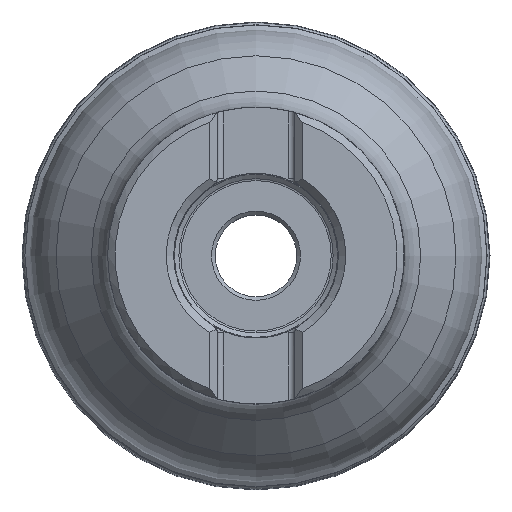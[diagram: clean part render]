
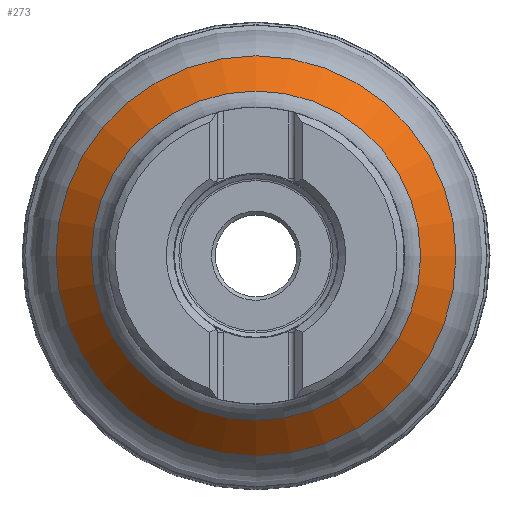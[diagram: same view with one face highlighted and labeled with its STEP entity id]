
A CAD part, top view. The second image highlights one B-rep face of the part: STEP entity #273.
In plain terms, the highlighted conical face has half-angle 43.409 degrees and reference radius 30.5 mm.
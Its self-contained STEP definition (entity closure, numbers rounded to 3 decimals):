
#218=CONICAL_SURFACE('',#1511,30.5,43.409);
#273=ADVANCED_FACE('',(#543,#544),#218,.T.);
#543=FACE_BOUND('',#681,.T.);
#544=FACE_BOUND('',#682,.T.);
#681=EDGE_LOOP('',(#872));
#682=EDGE_LOOP('',(#873));
#872=ORIENTED_EDGE('',*,*,#1267,.T.);
#873=ORIENTED_EDGE('',*,*,#1268,.T.);
#1141=VERTEX_POINT('',#2488);
#1142=VERTEX_POINT('',#2490);
#1267=EDGE_CURVE('',#1141,#1141,#1407,.T.);
#1268=EDGE_CURVE('',#1142,#1142,#1408,.T.);
#1407=CIRCLE('',#1509,22.188);
#1408=CIRCLE('',#1510,26.944);
#1509=AXIS2_PLACEMENT_3D('',#2487,#1787,#1788);
#1510=AXIS2_PLACEMENT_3D('',#2489,#1789,#1790);
#1511=AXIS2_PLACEMENT_3D('',#2491,#1791,#1792);
#1787=DIRECTION('',(0.,0.,-1.));
#1788=DIRECTION('',(-1.,0.,0.));
#1789=DIRECTION('',(0.,0.,1.));
#1790=DIRECTION('',(1.,0.,0.));
#1791=DIRECTION('',(0.,0.,-1.));
#1792=DIRECTION('',(-1.,0.,0.));
#2487=CARTESIAN_POINT('',(0.,0.,-14.313));
#2488=CARTESIAN_POINT('',(-22.188,0.,-14.313));
#2489=CARTESIAN_POINT('',(0.,0.,-19.341));
#2490=CARTESIAN_POINT('',(26.944,0.,-19.341));
#2491=CARTESIAN_POINT('',(0.,0.,-23.1));
